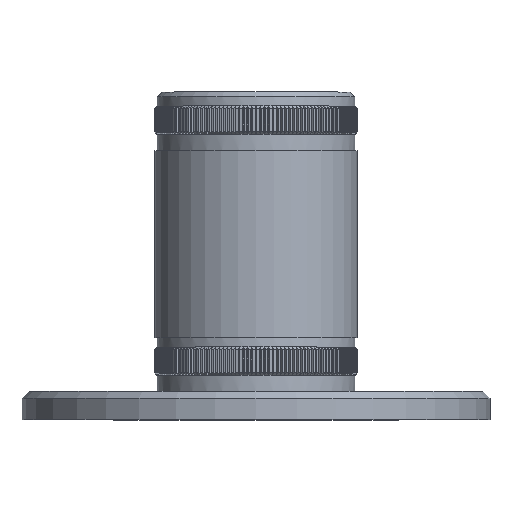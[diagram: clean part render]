
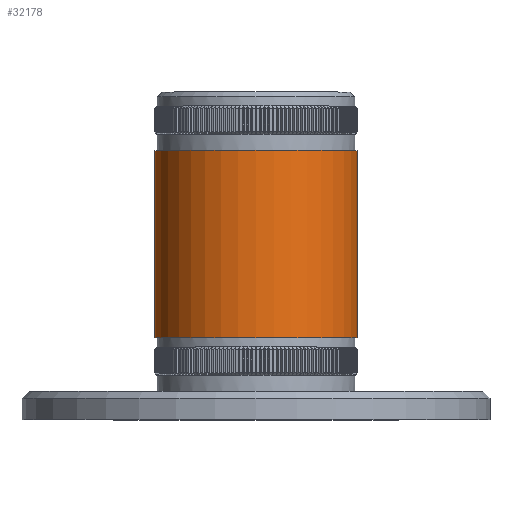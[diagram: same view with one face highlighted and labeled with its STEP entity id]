
A CAD part, top view. The second image highlights one B-rep face of the part: STEP entity #32178.
In plain terms, the highlighted cylindrical face has radius 21.6 mm (diameter 43.2 mm), a full revolution.
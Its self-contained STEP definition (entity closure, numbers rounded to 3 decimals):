
#2067 = ORIENTED_EDGE ( 'NONE', *, *, #23310, .F. ) ;
#6638 = CIRCLE ( 'NONE', #30423, 21.6 ) ;
#9569 = CARTESIAN_POINT ( 'NONE',  ( 0., 15.5, 0. ) ) ;
#9724 = CARTESIAN_POINT ( 'NONE',  ( 0., 55.5, 0. ) ) ;
#10614 = EDGE_CURVE ( 'NONE', #29836, #29836, #6638, .T. ) ;
#23310 = EDGE_CURVE ( 'NONE', #80298, #80298, #54929, .T. ) ;
#29675 = DIRECTION ( 'NONE',  ( 0., -1., 0. ) ) ;
#29836 = VERTEX_POINT ( 'NONE', #85018 ) ;
#30423 = AXIS2_PLACEMENT_3D ( 'NONE', #9569, #66308, #73559 ) ;
#32178 = ADVANCED_FACE ( 'NONE', ( #53609, #34543 ), #37870, .T. ) ;
#34543 = FACE_OUTER_BOUND ( 'NONE', #55089, .T. ) ;
#35516 = AXIS2_PLACEMENT_3D ( 'NONE', #78604, #29675, #85763 ) ;
#37870 = CYLINDRICAL_SURFACE ( 'NONE', #35516, 21.6 ) ;
#44905 = DIRECTION ( 'NONE',  ( 0., 1., 0. ) ) ;
#48714 = CARTESIAN_POINT ( 'NONE',  ( 0., 55.5, 21.6 ) ) ;
#52075 = DIRECTION ( 'NONE',  ( 0., 0., 1. ) ) ;
#53609 = FACE_OUTER_BOUND ( 'NONE', #71844, .T. ) ;
#54929 = CIRCLE ( 'NONE', #73983, 21.6 ) ;
#55089 = EDGE_LOOP ( 'NONE', ( #60075 ) ) ;
#60075 = ORIENTED_EDGE ( 'NONE', *, *, #10614, .T. ) ;
#66308 = DIRECTION ( 'NONE',  ( 0., 1., 0. ) ) ;
#71844 = EDGE_LOOP ( 'NONE', ( #2067 ) ) ;
#73559 = DIRECTION ( 'NONE',  ( 0., 0., 1. ) ) ;
#73983 = AXIS2_PLACEMENT_3D ( 'NONE', #9724, #44905, #52075 ) ;
#78604 = CARTESIAN_POINT ( 'NONE',  ( 0., 55.5, 0. ) ) ;
#80298 = VERTEX_POINT ( 'NONE', #48714 ) ;
#85018 = CARTESIAN_POINT ( 'NONE',  ( 0., 15.5, 21.6 ) ) ;
#85763 = DIRECTION ( 'NONE',  ( 0., 0., -1. ) ) ;
